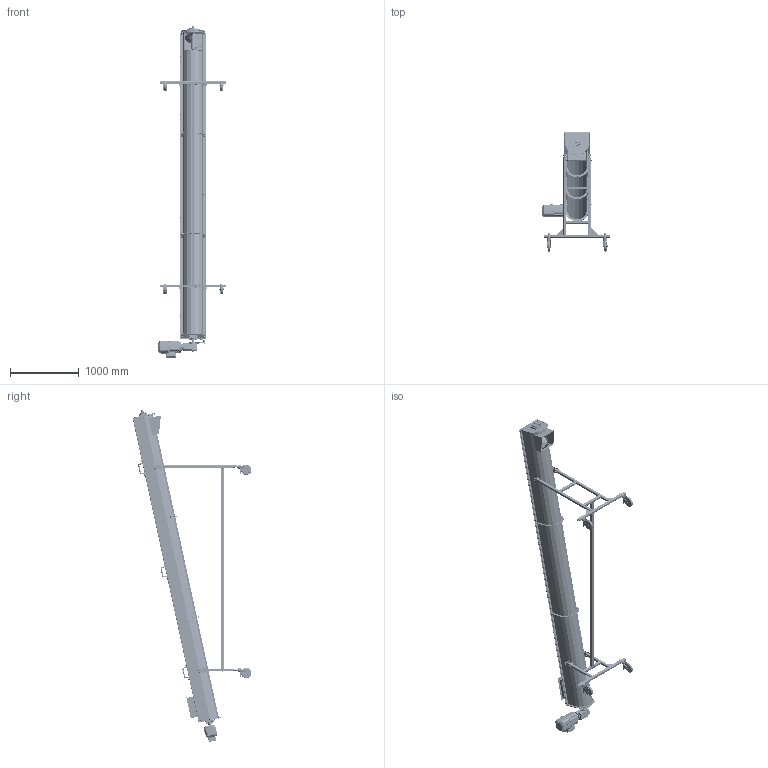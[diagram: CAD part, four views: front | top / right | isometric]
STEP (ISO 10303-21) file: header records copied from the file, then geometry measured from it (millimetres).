
FILE_DESCRIPTION (( 'STEP AP203' ), '1' );
FILE_NAME ('00-00-00-SB.STEP', '2024-04-15T16:03:51', ( '' ), ( '' ), 'SwSTEP 2.0', 'SolidWorks 2023', '' );
FILE_SCHEMA (( 'CONFIG_CONTROL_DESIGN' ));
Length unit declared in the file: millimetre
Products named in the file (72): 05-00-01-SB_Vidurinis; 03-00-02; SKF_UKF 207 K_H; 05-00-02; curved spring lock washer_din_Spring washer DIN 128 - A12; hex screw gradeab_din_DIN EN 24017 - M8 x 16-N; hex flange nut_din_Hexagon Flange Nut DIN 6923 - M10 - N; 00-00-01-SB; hex screw gradeab_din_DIN EN 24017 - M10 x 55-N; 07-00-03-01; 03-00-04; hex nut gradec_din_Hexagon Nut ISO 4034 - M16 - N; 04-00-01; 05-00-01-SB; 03-00-04_Ilgesnis; 03-00-00-SV_Isberimo anga; 05-00-01; KA29DRN90S4_BE2_TF_20240410_093842_UVdxV0w7pUGOzpaBkCm_7w_1_1_kW_95_Nm_1333_1_min; hex flange nut_din_Hexagon Flange Nut DIN 6923 - M12 - N; 06-01-01-SB; 03-00-00-SV_Su ausim; hex screw gradeab_din_DIN EN 24017 - M10 x 60-N; prevailing torque nut style 1 insert_din_DIN EN ISO 7040 - M10 - N; 03-00-00-SV; PUXADOR FUNDIDO INOX 132mm_5186A5; curved spring lock washer_din_Spring washer DIN 128 - A8; 05-01-01-SB; 03-00-03; curved spring lock washer_din_Spring washer DIN 128 - A10; D12 Hinge; 05-00-03; 03-00-06; 06-00-02-SV_Default<As Machined>; 01-00-01; SKF_30X40X7 CRW1 R; 07-00-01; 01-01-00-SV; 03-00-01; hex screw gradeab_din_DIN EN 24017 - M10 x 20-N; hex screw gradec_din_DIN EN 24018 - M10 x 65-WN ...
Assembly tree (316 placements, depth 5):
  00-00-00-SB
    06-00-00-SB
      06-01-01-SB
        07-00-01  x2
        07-00-02  x2
        06-00-01-SV_Default<As Machined>
        hex screw gradec_din_DIN EN 24018 - M10 x 65-WN  x2
        prevailing torque nut style 1 insert_din_DIN EN ISO 7040 - M10 - N  x2
      06-01-02-SB
        07-00-01  x2
        07-00-02  x2
        06-00-02-SV_Default<As Machined>
        hex screw gradec_din_DIN EN 24018 - M10 x 65-WN  x2
        prevailing torque nut style 1 insert_din_DIN EN ISO 7040 - M10 - N  x2
      07-00-03-SV
        07-00-03-01
        07-00-03-02  x2
      curved spring lock washer_din_Spring washer DIN 128 - A10  x4
      hex screw gradeab_din_DIN EN 24017 - M10 x 60-N  x4
      hex flange nut_din_Hexagon Flange Nut DIN 6923 - M10 - N  x4
      Wheel 2  x4
      curved spring lock washer_din_Spring washer DIN 128 - A16  x4
      hex nut gradec_din_Hexagon Nut ISO 4034 - M16 - N  x4
    00-00-01-SB
      curved spring lock washer_din_Spring washer DIN 128 - A10
      curved spring lock washer_din_Spring washer DIN 128 - A8  x36
      hex flange nut_din_Hexagon Flange Nut DIN 6923 - M8 - N  x36
      hex screw gradeab_din_DIN EN 24017 - M8 x 25-N  x36
      curved spring lock washer_din_Spring washer DIN 128 - A12  x16
      high strength hex head bolt_din_DIN 6914 - M12 x 45 x 23-N  x4
      hex nut gradec_din_Hexagon Nut ISO 4034 - M12 - N  x8
      high strength hex head bolt_din_DIN 6914 - M12 x 50 x 23-N  x4
      03-00-00-SV
        03-00-01
        03-00-02  x2
      03-00-00-SV_Su ausim
        03-00-01
        03-00-02  x2
        03-00-06  x2
      03-00-03  x2
      01-00-00-SV
        01-01-00-SV
          01-00-01
          01-00-02_Su varikliu
          01-00-02_Be variklio
        02-00-01  x36
      03-00-00-SV_Isberimo anga
        03-00-01_Isberimo anga
        03-00-02  x2
        03-00-01-SV
          03-00-04
          03-00-05  x2
          03-00-04_Ilgesnis
        03-00-06  x2
      04-00-01
      05-00-01-SB_Vidurinis
        05-00-01_Vidurys
        PUXADOR FUNDIDO INOX 132mm_5186A5
        D12 Hinge  x2
        socket head cap screw fine_din_DIN 912 M8x1 x 20 --- 20N  x2
Bounding box: 991.73 x 1734.53 x 4842.91 mm (x, y, z)
Volume: 45608248.4 mm3; surface area: 19990452.8 mm2
Topology: 340 solids, 343 shells, 9179 faces, 21057 edges, 12754 vertices
Faces by surface type: plane 3638, cylinder 2294, cone 1968, bspline 635, torus 582, sphere 62
Entity records: 123096 total; most frequent: CARTESIAN_POINT 34830, DIRECTION 16073, ORIENTED_EDGE 15004, EDGE_CURVE 7502, AXIS2_PLACEMENT_3D 6112, VERTEX_POINT 4669, VECTOR 3849, LINE 3849
